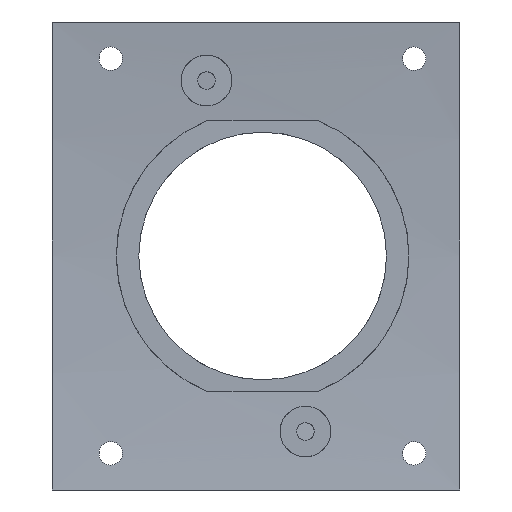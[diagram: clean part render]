
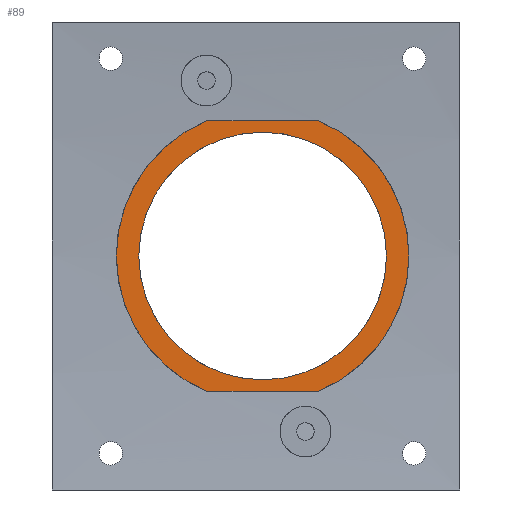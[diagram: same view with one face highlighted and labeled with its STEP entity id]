
A CAD part, top view. The second image highlights one B-rep face of the part: STEP entity #89.
In plain terms, the highlighted planar face has unit normal (0, 0, 1).
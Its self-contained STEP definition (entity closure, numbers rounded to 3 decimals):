
#89=ADVANCED_FACE('',(#754,#756),#758,.T.);
#754=FACE_BOUND('',#755,.T.);
#755=EDGE_LOOP('',(#2863,#2864,#2865,#2866));
#756=FACE_BOUND('',#757,.T.);
#757=EDGE_LOOP('',(#2867));
#758=PLANE('',#759);
#759=AXIS2_PLACEMENT_3D('',#760,#761,#762);
#760=CARTESIAN_POINT('',(0.,0.,14.));
#761=DIRECTION('',(0.,0.,1.));
#762=DIRECTION('',(1.,0.,0.));
#2863=ORIENTED_EDGE('',*,*,#3179,.T.);
#2864=ORIENTED_EDGE('',*,*,#3190,.T.);
#2865=ORIENTED_EDGE('',*,*,#3181,.T.);
#2866=ORIENTED_EDGE('',*,*,#3189,.T.);
#2867=ORIENTED_EDGE('',*,*,#3173,.T.);
#3173=EDGE_CURVE('',#3338,#3338,#3339,.F.);
#3179=EDGE_CURVE('',#3350,#3351,#3352,.F.);
#3181=EDGE_CURVE('',#3355,#3353,#3356,.T.);
#3189=EDGE_CURVE('',#3353,#3350,#3370,.T.);
#3190=EDGE_CURVE('',#3351,#3355,#3371,.T.);
#3338=VERTEX_POINT('',#3616);
#3339=CIRCLE('',#3617,31.75);
#3350=VERTEX_POINT('',#3699);
#3351=VERTEX_POINT('',#3700);
#3352=LINE('',#3701,#3702);
#3353=VERTEX_POINT('',#3704);
#3355=VERTEX_POINT('',#3733);
#3356=LINE('',#3734,#3735);
#3370=CIRCLE('',#4175,37.5);
#3371=CIRCLE('',#4179,37.5);
#3616=CARTESIAN_POINT('',(-30.05,0.,14.));
#3617=AXIS2_PLACEMENT_3D('',#3618,#3619,#3620);
#3618=CARTESIAN_POINT('',(1.7,0.,14.));
#3619=DIRECTION('',(0.,0.,1.));
#3620=DIRECTION('',(-1.,0.,0.));
#3699=CARTESIAN_POINT('',(15.992,34.67,14.));
#3700=CARTESIAN_POINT('',(-12.592,34.67,14.));
#3701=CARTESIAN_POINT('',(-12.592,34.67,14.));
#3702=VECTOR('',#3703,1.);
#3703=DIRECTION('',(1.,0.,0.));
#3704=CARTESIAN_POINT('',(15.992,-34.67,14.));
#3733=CARTESIAN_POINT('',(-12.592,-34.67,14.));
#3734=CARTESIAN_POINT('',(-12.592,-34.67,14.));
#3735=VECTOR('',#3736,1.);
#3736=DIRECTION('',(1.,0.,0.));
#4175=AXIS2_PLACEMENT_3D('',#4176,#4177,#4178);
#4176=CARTESIAN_POINT('',(1.7,0.,14.));
#4177=DIRECTION('',(0.,0.,1.));
#4178=DIRECTION('',(0.381,-0.925,0.));
#4179=AXIS2_PLACEMENT_3D('',#4180,#4181,#4182);
#4180=CARTESIAN_POINT('',(1.7,0.,14.));
#4181=DIRECTION('',(0.,0.,1.));
#4182=DIRECTION('',(-0.381,0.925,0.));
